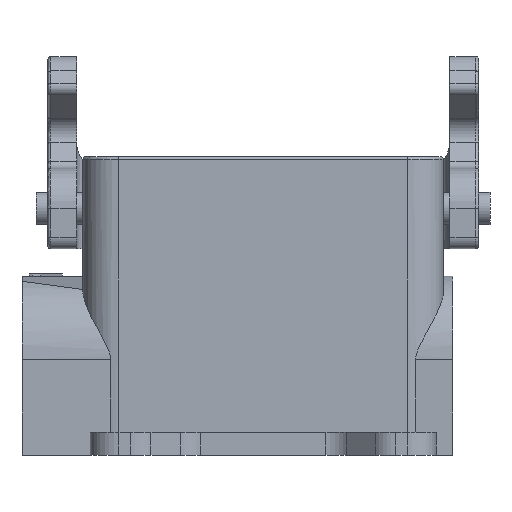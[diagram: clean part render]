
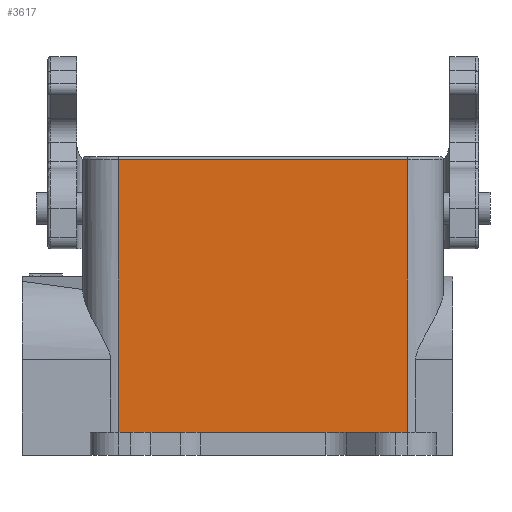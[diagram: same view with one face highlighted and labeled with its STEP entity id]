
A CAD part, front view. The second image highlights one B-rep face of the part: STEP entity #3617.
In plain terms, the highlighted planar face has unit normal (0, -1, 0).
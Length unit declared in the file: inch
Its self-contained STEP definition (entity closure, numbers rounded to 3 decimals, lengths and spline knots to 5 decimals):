
#1419 = CARTESIAN_POINT ( 'NONE',  ( -0.90831, -0.57677, -1.88976 ) ) ;
#1489 = LINE ( 'NONE', #1419, #8551 ) ;
#2023 = DIRECTION ( 'NONE',  ( 0., 0., 1. ) ) ;
#2711 = CARTESIAN_POINT ( 'NONE',  ( -0.99213, -0.57677, -1.88976 ) ) ;
#2965 = DIRECTION ( 'NONE',  ( 0., 1., 0. ) ) ;
#3229 = ORIENTED_EDGE ( 'NONE', *, *, #11006, .F. ) ;
#3552 = VECTOR ( 'NONE', #4438, 39.37008 ) ;
#3565 = CARTESIAN_POINT ( 'NONE',  ( 0.99213, -0.57677, 0. ) ) ;
#3617 = ADVANCED_FACE ( 'NONE', ( #10525 ), #12739, .F. ) ;
#3652 = EDGE_LOOP ( 'NONE', ( #3229, #6306, #8749, #13444 ) ) ;
#3971 = EDGE_CURVE ( 'NONE', #4954, #9903, #6949, .T. ) ;
#4126 = EDGE_CURVE ( 'NONE', #7976, #8921, #1489, .T. ) ;
#4209 = AXIS2_PLACEMENT_3D ( 'NONE', #7321, #2965, #10741 ) ;
#4438 = DIRECTION ( 'NONE',  ( 0., 0., -1. ) ) ;
#4954 = VERTEX_POINT ( 'NONE', #5338 ) ;
#5338 = CARTESIAN_POINT ( 'NONE',  ( -0.99213, -0.57677, -0.01969 ) ) ;
#5572 = DIRECTION ( 'NONE',  ( 1., 0., 0. ) ) ;
#6306 = ORIENTED_EDGE ( 'NONE', *, *, #3971, .F. ) ;
#6949 = LINE ( 'NONE', #7416, #7629 ) ;
#7238 = LINE ( 'NONE', #11591, #7978 ) ;
#7321 = CARTESIAN_POINT ( 'NONE',  ( -1.23622, -0.57677, 0. ) ) ;
#7416 = CARTESIAN_POINT ( 'NONE',  ( -1.23622, -0.57677, -0.01969 ) ) ;
#7629 = VECTOR ( 'NONE', #10841, 39.37008 ) ;
#7976 = VERTEX_POINT ( 'NONE', #2711 ) ;
#7978 = VECTOR ( 'NONE', #2023, 39.37008 ) ;
#8551 = VECTOR ( 'NONE', #5572, 39.37008 ) ;
#8607 = EDGE_CURVE ( 'NONE', #7976, #4954, #7238, .T. ) ;
#8749 = ORIENTED_EDGE ( 'NONE', *, *, #8607, .F. ) ;
#8921 = VERTEX_POINT ( 'NONE', #11214 ) ;
#9903 = VERTEX_POINT ( 'NONE', #13500 ) ;
#10525 = FACE_OUTER_BOUND ( 'NONE', #3652, .T. ) ;
#10741 = DIRECTION ( 'NONE',  ( 0., 0., 1. ) ) ;
#10841 = DIRECTION ( 'NONE',  ( 1., 0., 0. ) ) ;
#10992 = LINE ( 'NONE', #3565, #3552 ) ;
#11006 = EDGE_CURVE ( 'NONE', #9903, #8921, #10992, .T. ) ;
#11214 = CARTESIAN_POINT ( 'NONE',  ( 0.99213, -0.57677, -1.88976 ) ) ;
#11591 = CARTESIAN_POINT ( 'NONE',  ( -0.99213, -0.57677, 0. ) ) ;
#12739 = PLANE ( 'NONE',  #4209 ) ;
#13444 = ORIENTED_EDGE ( 'NONE', *, *, #4126, .T. ) ;
#13500 = CARTESIAN_POINT ( 'NONE',  ( 0.99213, -0.57677, -0.01969 ) ) ;
